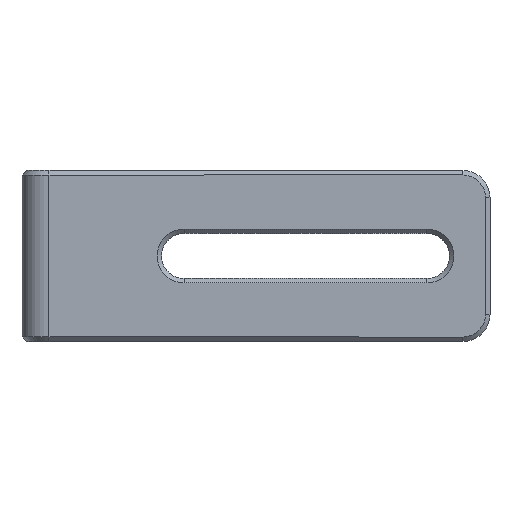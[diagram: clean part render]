
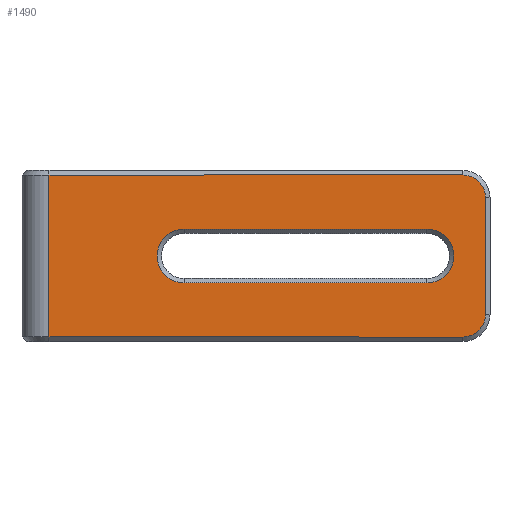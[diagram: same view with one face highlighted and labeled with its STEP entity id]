
A CAD part, front view. The second image highlights one B-rep face of the part: STEP entity #1490.
In plain terms, the highlighted planar face has unit normal (0, -1, 0).
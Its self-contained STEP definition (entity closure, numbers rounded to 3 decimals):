
#4 = LINE ( 'NONE', #717, #411 ) ;
#13 = VECTOR ( 'NONE', #990, 1000. ) ;
#24 = EDGE_CURVE ( 'NONE', #1109, #1019, #1333, .T. ) ;
#47 = CARTESIAN_POINT ( 'NONE',  ( 3., 0., 9. ) ) ;
#65 = ORIENTED_EDGE ( 'NONE', *, *, #296, .T. ) ;
#78 = VERTEX_POINT ( 'NONE', #1665 ) ;
#80 = CIRCLE ( 'NONE', #988, 2.5 ) ;
#196 = VERTEX_POINT ( 'NONE', #307 ) ;
#218 = DIRECTION ( 'NONE',  ( 0., -1., 0. ) ) ;
#220 = CARTESIAN_POINT ( 'NONE',  ( 45., 0., 0. ) ) ;
#227 = CARTESIAN_POINT ( 'NONE',  ( 18., 0., -3. ) ) ;
#228 = DIRECTION ( 'NONE',  ( 0., 0., 1. ) ) ;
#235 = EDGE_CURVE ( 'NONE', #935, #565, #4, .T. ) ;
#261 = AXIS2_PLACEMENT_3D ( 'NONE', #1287, #463, #1433 ) ;
#277 = DIRECTION ( 'NONE',  ( 0., 0., 1. ) ) ;
#279 = LINE ( 'NONE', #910, #359 ) ;
#289 = CARTESIAN_POINT ( 'NONE',  ( 45., 0., 3. ) ) ;
#296 = EDGE_CURVE ( 'NONE', #78, #473, #279, .T. ) ;
#298 = CARTESIAN_POINT ( 'NONE',  ( 0., 0., -9. ) ) ;
#307 = CARTESIAN_POINT ( 'NONE',  ( 49., 0., -9. ) ) ;
#351 = VERTEX_POINT ( 'NONE', #364 ) ;
#357 = DIRECTION ( 'NONE',  ( 0., 0., 1. ) ) ;
#359 = VECTOR ( 'NONE', #890, 1000. ) ;
#364 = CARTESIAN_POINT ( 'NONE',  ( 51.5, 0., 6.5 ) ) ;
#397 = DIRECTION ( 'NONE',  ( 0., 1., 0. ) ) ;
#411 = VECTOR ( 'NONE', #1363, 1000. ) ;
#413 = EDGE_LOOP ( 'NONE', ( #492, #1633, #538, #471 ) ) ;
#417 = AXIS2_PLACEMENT_3D ( 'NONE', #1223, #397, #1360 ) ;
#433 = ORIENTED_EDGE ( 'NONE', *, *, #1344, .T. ) ;
#446 = DIRECTION ( 'NONE',  ( 1., 0., 0. ) ) ;
#463 = DIRECTION ( 'NONE',  ( 0., -1., 0. ) ) ;
#471 = ORIENTED_EDGE ( 'NONE', *, *, #1553, .T. ) ;
#473 = VERTEX_POINT ( 'NONE', #1062 ) ;
#492 = ORIENTED_EDGE ( 'NONE', *, *, #235, .T. ) ;
#538 = ORIENTED_EDGE ( 'NONE', *, *, #24, .T. ) ;
#565 = VERTEX_POINT ( 'NONE', #289 ) ;
#604 = ORIENTED_EDGE ( 'NONE', *, *, #1450, .T. ) ;
#670 = FACE_OUTER_BOUND ( 'NONE', #1377, .T. ) ;
#691 = EDGE_CURVE ( 'NONE', #733, #78, #1443, .T. ) ;
#717 = CARTESIAN_POINT ( 'NONE',  ( 0., 0., 3. ) ) ;
#733 = VERTEX_POINT ( 'NONE', #1707 ) ;
#751 = EDGE_CURVE ( 'NONE', #473, #196, #1686, .T. ) ;
#804 = CIRCLE ( 'NONE', #261, 2.5 ) ;
#890 = DIRECTION ( 'NONE',  ( 0., 0., -1. ) ) ;
#910 = CARTESIAN_POINT ( 'NONE',  ( 3., 0., 9.5 ) ) ;
#935 = VERTEX_POINT ( 'NONE', #1730 ) ;
#966 = EDGE_CURVE ( 'NONE', #565, #1109, #1789, .T. ) ;
#988 = AXIS2_PLACEMENT_3D ( 'NONE', #1031, #218, #1183 ) ;
#990 = DIRECTION ( 'NONE',  ( -1., 0., 0. ) ) ;
#1019 = VERTEX_POINT ( 'NONE', #227 ) ;
#1031 = CARTESIAN_POINT ( 'NONE',  ( 49., 0., -6.5 ) ) ;
#1038 = CARTESIAN_POINT ( 'NONE',  ( 0., 0., 9.5 ) ) ;
#1046 = DIRECTION ( 'NONE',  ( 0., 1., 0. ) ) ;
#1062 = CARTESIAN_POINT ( 'NONE',  ( 3., 0., -9. ) ) ;
#1072 = AXIS2_PLACEMENT_3D ( 'NONE', #220, #1184, #357 ) ;
#1078 = FACE_BOUND ( 'NONE', #413, .T. ) ;
#1095 = CARTESIAN_POINT ( 'NONE',  ( 51.5, 0., 9.5 ) ) ;
#1097 = DIRECTION ( 'NONE',  ( -1., 0., 0. ) ) ;
#1109 = VERTEX_POINT ( 'NONE', #1216 ) ;
#1156 = VECTOR ( 'NONE', #277, 1000. ) ;
#1183 = DIRECTION ( 'NONE',  ( 0., 0., 1. ) ) ;
#1184 = DIRECTION ( 'NONE',  ( 0., 1., 0. ) ) ;
#1216 = CARTESIAN_POINT ( 'NONE',  ( 45., 0., -3. ) ) ;
#1223 = CARTESIAN_POINT ( 'NONE',  ( 18., 0., 0. ) ) ;
#1287 = CARTESIAN_POINT ( 'NONE',  ( 49., 0., 6.5 ) ) ;
#1289 = CIRCLE ( 'NONE', #417, 3. ) ;
#1298 = ORIENTED_EDGE ( 'NONE', *, *, #691, .T. ) ;
#1307 = VECTOR ( 'NONE', #446, 1000. ) ;
#1333 = LINE ( 'NONE', #1531, #1728 ) ;
#1344 = EDGE_CURVE ( 'NONE', #351, #733, #804, .T. ) ;
#1360 = DIRECTION ( 'NONE',  ( 0., 0., 1. ) ) ;
#1363 = DIRECTION ( 'NONE',  ( 1., 0., 0. ) ) ;
#1377 = EDGE_LOOP ( 'NONE', ( #65, #1492, #604, #1427, #433, #1298 ) ) ;
#1427 = ORIENTED_EDGE ( 'NONE', *, *, #1639, .T. ) ;
#1433 = DIRECTION ( 'NONE',  ( 0., 0., 1. ) ) ;
#1443 = LINE ( 'NONE', #47, #13 ) ;
#1450 = EDGE_CURVE ( 'NONE', #196, #1607, #80, .T. ) ;
#1472 = AXIS2_PLACEMENT_3D ( 'NONE', #1038, #1046, #228 ) ;
#1490 = ADVANCED_FACE ( 'NONE', ( #1078, #670 ), #1618, .F. ) ;
#1492 = ORIENTED_EDGE ( 'NONE', *, *, #751, .T. ) ;
#1531 = CARTESIAN_POINT ( 'NONE',  ( 0., 0., -3. ) ) ;
#1537 = LINE ( 'NONE', #1095, #1156 ) ;
#1553 = EDGE_CURVE ( 'NONE', #1019, #935, #1289, .T. ) ;
#1607 = VERTEX_POINT ( 'NONE', #1806 ) ;
#1618 = PLANE ( 'NONE',  #1472 ) ;
#1633 = ORIENTED_EDGE ( 'NONE', *, *, #966, .T. ) ;
#1639 = EDGE_CURVE ( 'NONE', #1607, #351, #1537, .T. ) ;
#1665 = CARTESIAN_POINT ( 'NONE',  ( 3., 0., 9. ) ) ;
#1686 = LINE ( 'NONE', #298, #1307 ) ;
#1707 = CARTESIAN_POINT ( 'NONE',  ( 49., 0., 9. ) ) ;
#1728 = VECTOR ( 'NONE', #1097, 1000. ) ;
#1730 = CARTESIAN_POINT ( 'NONE',  ( 18., 0., 3. ) ) ;
#1789 = CIRCLE ( 'NONE', #1072, 3. ) ;
#1806 = CARTESIAN_POINT ( 'NONE',  ( 51.5, 0., -6.5 ) ) ;
